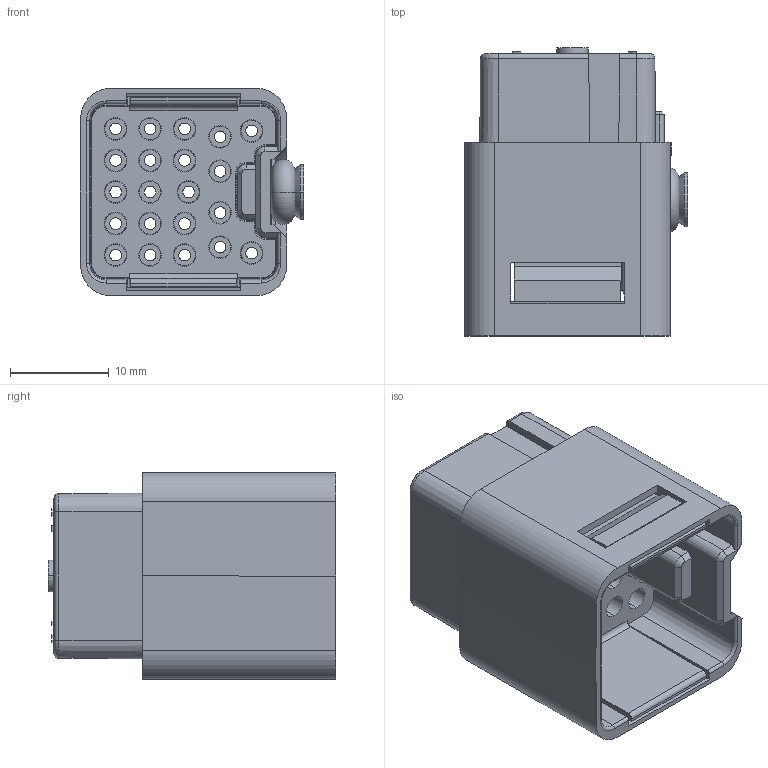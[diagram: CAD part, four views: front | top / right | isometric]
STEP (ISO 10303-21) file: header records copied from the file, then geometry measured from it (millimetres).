
FILE_DESCRIPTION(/* description */ (''),/* implementation_level */ '2;1');
FILE_NAME(/* name */ '3D_1300210200001_HQ-021-FC_V1.0_stp.stp',/* time_stamp */ '2024-02-04T19:00:29+08:00',/* author */ (''),/* organization */ (''),/* preprocessor_version */ 'ST-DEVELOPER v18.1',/* originating_system */ 'SIEMENS PLM Software NX 1980',/* authorisation */ '');
FILE_SCHEMA (('AUTOMOTIVE_DESIGN { 1 0 10303 214 3 1 1 1 }'));
Length unit declared in the file: millimetre
Products named in the file (1): 1318193024BDbb7x
Bounding box: 22.7 x 29.2 x 21 mm (x, y, z)
Volume: 4567.8 mm3; surface area: 7936.9 mm2
Topology: 1 solids, 1 shells, 573 faces, 1678 edges, 1119 vertices
Faces by surface type: plane 248, cone 177, cylinder 109, extrusion 18, torus 13, bspline 7, sphere 1
Entity records: 20950 total; most frequent: CARTESIAN_POINT 5423, ORIENTED_EDGE 3356, DIRECTION 3111, EDGE_CURVE 1678, AXIS2_PLACEMENT_3D 1120, VERTEX_POINT 1119, VECTOR 871, LINE 853
